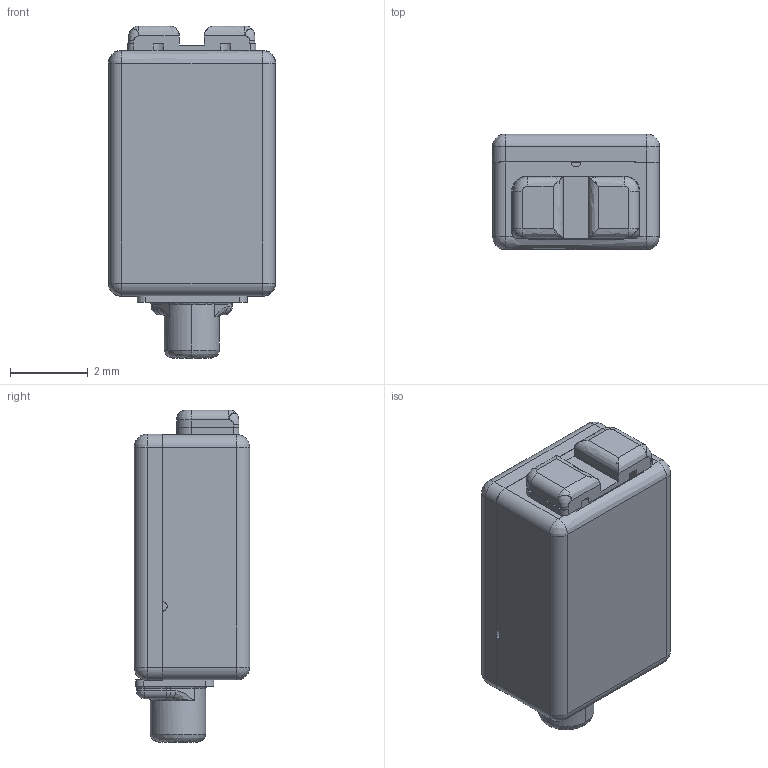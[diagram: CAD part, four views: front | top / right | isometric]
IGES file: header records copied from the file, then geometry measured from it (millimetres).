
Start section:  PTC IGES file: ed-21985-a29_sw.igs
Global section: file name: ed-21985-a29_sw.igs; native system: Pro/ENGINEER by Parametric Technology Corporation; preprocessor: 2011220; author: LYan; organization: Unknown; date: 20120329.163325; units: inch
Bounding box: 4.29 x 2.97 x 8.53 mm (x, y, z)
Surface area: 231.8 mm2 (no closed solid volume)
Topology: 0 solids, 0 shells, 668 faces, 3758 edges, 3756 vertices
Faces by surface type: bspline 537, revolution 131
